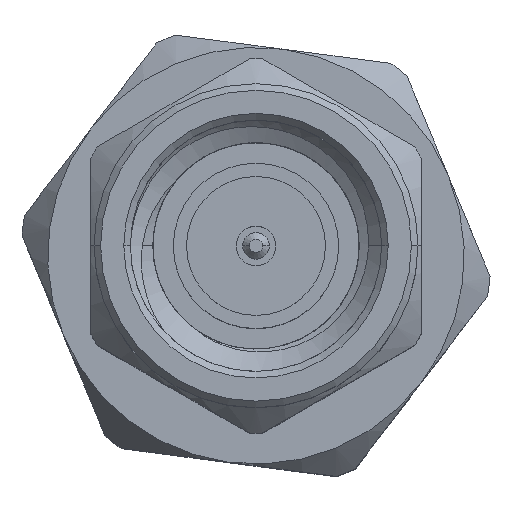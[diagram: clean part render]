
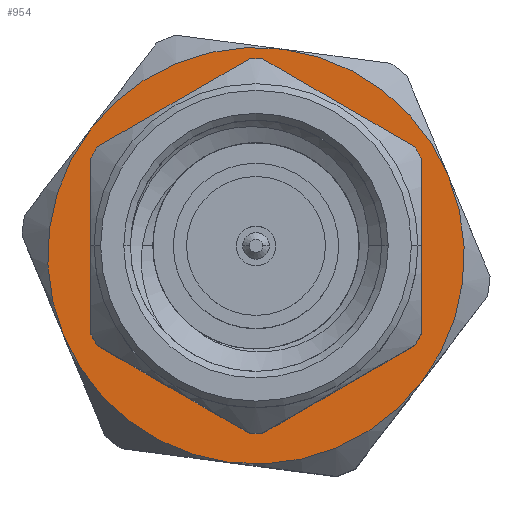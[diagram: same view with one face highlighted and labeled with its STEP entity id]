
A CAD part, top view. The second image highlights one B-rep face of the part: STEP entity #954.
In plain terms, the highlighted face is planar.
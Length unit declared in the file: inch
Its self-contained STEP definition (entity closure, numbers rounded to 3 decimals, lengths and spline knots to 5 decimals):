
#111 = AXIS2_PLACEMENT_3D ( 'NONE', #2737, #549, #5880 ) ;
#128 = VERTEX_POINT ( 'NONE', #679 ) ;
#246 = DIRECTION ( 'NONE',  ( 1., 0., 0. ) ) ;
#346 = EDGE_CURVE ( 'NONE', #2611, #2220, #5947, .T. ) ;
#505 = EDGE_CURVE ( 'NONE', #6263, #5238, #3945, .T. ) ;
#549 = DIRECTION ( 'NONE',  ( -1., 0., 0. ) ) ;
#679 = CARTESIAN_POINT ( 'NONE',  ( 0.33399, -0.13638, 0.07874 ) ) ;
#799 = CIRCLE ( 'NONE', #1118, 0.15748 ) ;
#803 = EDGE_CURVE ( 'NONE', #4855, #5238, #3320, .T. ) ;
#850 = EDGE_LOOP ( 'NONE', ( #1384, #3897, #5001, #1738, #4824, #5031 ) ) ;
#954 = ADVANCED_FACE ( 'NONE', ( #5685, #5836 ), #5397, .F. ) ;
#1118 = AXIS2_PLACEMENT_3D ( 'NONE', #2794, #6526, #1703 ) ;
#1135 = DIRECTION ( 'NONE',  ( 0., 0., 1. ) ) ;
#1384 = ORIENTED_EDGE ( 'NONE', *, *, #5974, .F. ) ;
#1430 = DIRECTION ( 'NONE',  ( -1., 0., 0. ) ) ;
#1444 = EDGE_CURVE ( 'NONE', #2220, #2611, #5013, .T. ) ;
#1663 = DIRECTION ( 'NONE',  ( -1., 0., 0. ) ) ;
#1703 = DIRECTION ( 'NONE',  ( 0., 0., 1. ) ) ;
#1738 = ORIENTED_EDGE ( 'NONE', *, *, #2608, .F. ) ;
#1885 = DIRECTION ( 'NONE',  ( 1., 0., 0. ) ) ;
#1889 = EDGE_CURVE ( 'NONE', #128, #2776, #5839, .T. ) ;
#1904 = CARTESIAN_POINT ( 'NONE',  ( 0.33399, 0., -0.15748 ) ) ;
#2220 = VERTEX_POINT ( 'NONE', #4193 ) ;
#2293 = AXIS2_PLACEMENT_3D ( 'NONE', #4879, #1663, #2693 ) ;
#2594 = EDGE_CURVE ( 'NONE', #3445, #128, #799, .T. ) ;
#2608 = EDGE_CURVE ( 'NONE', #6263, #3445, #6743, .T. ) ;
#2611 = VERTEX_POINT ( 'NONE', #3861 ) ;
#2693 = DIRECTION ( 'NONE',  ( 0., 0., 1. ) ) ;
#2737 = CARTESIAN_POINT ( 'NONE',  ( 0.33399, 0.17759, 0. ) ) ;
#2776 = VERTEX_POINT ( 'NONE', #4442 ) ;
#2794 = CARTESIAN_POINT ( 'NONE',  ( 0.33399, 0., 0. ) ) ;
#3138 = CARTESIAN_POINT ( 'NONE',  ( 0.33399, 0., 0. ) ) ;
#3187 = DIRECTION ( 'NONE',  ( 0., 0., -1. ) ) ;
#3224 = CARTESIAN_POINT ( 'NONE',  ( 0.33399, -0.13638, -0.07874 ) ) ;
#3280 = AXIS2_PLACEMENT_3D ( 'NONE', #6200, #1430, #3538 ) ;
#3317 = CARTESIAN_POINT ( 'NONE',  ( 0.33399, 0., 0. ) ) ;
#3320 = CIRCLE ( 'NONE', #3280, 0.15748 ) ;
#3445 = VERTEX_POINT ( 'NONE', #3224 ) ;
#3463 = DIRECTION ( 'NONE',  ( 0., 0., 1. ) ) ;
#3538 = DIRECTION ( 'NONE',  ( 0., 0., 1. ) ) ;
#3861 = CARTESIAN_POINT ( 'NONE',  ( 0.33399, 0., -0.059 ) ) ;
#3897 = ORIENTED_EDGE ( 'NONE', *, *, #1889, .F. ) ;
#3945 = CIRCLE ( 'NONE', #4598, 0.15748 ) ;
#4055 = DIRECTION ( 'NONE',  ( 0., 0., 1. ) ) ;
#4139 = DIRECTION ( 'NONE',  ( 0., 0., 1. ) ) ;
#4142 = EDGE_LOOP ( 'NONE', ( #5046, #6890 ) ) ;
#4193 = CARTESIAN_POINT ( 'NONE',  ( 0.33399, 0., 0.059 ) ) ;
#4326 = DIRECTION ( 'NONE',  ( -1., 0., 0. ) ) ;
#4442 = CARTESIAN_POINT ( 'NONE',  ( 0.33399, 0., 0.15748 ) ) ;
#4598 = AXIS2_PLACEMENT_3D ( 'NONE', #3138, #5433, #3187 ) ;
#4609 = AXIS2_PLACEMENT_3D ( 'NONE', #3317, #4326, #1135 ) ;
#4704 = CARTESIAN_POINT ( 'NONE',  ( 0.33399, 0.13638, -0.07874 ) ) ;
#4709 = CARTESIAN_POINT ( 'NONE',  ( 0.33399, 0.13638, 0.07874 ) ) ;
#4824 = ORIENTED_EDGE ( 'NONE', *, *, #505, .T. ) ;
#4855 = VERTEX_POINT ( 'NONE', #4709 ) ;
#4879 = CARTESIAN_POINT ( 'NONE',  ( 0.33399, 0., 0. ) ) ;
#4939 = CARTESIAN_POINT ( 'NONE',  ( 0.33399, 0., 0. ) ) ;
#5001 = ORIENTED_EDGE ( 'NONE', *, *, #2594, .F. ) ;
#5013 = CIRCLE ( 'NONE', #6347, 0.059 ) ;
#5031 = ORIENTED_EDGE ( 'NONE', *, *, #803, .F. ) ;
#5046 = ORIENTED_EDGE ( 'NONE', *, *, #1444, .F. ) ;
#5238 = VERTEX_POINT ( 'NONE', #4704 ) ;
#5361 = DIRECTION ( 'NONE',  ( -1., 0., 0. ) ) ;
#5397 = PLANE ( 'NONE',  #111 ) ;
#5433 = DIRECTION ( 'NONE',  ( 1., 0., 0. ) ) ;
#5685 = FACE_OUTER_BOUND ( 'NONE', #850, .T. ) ;
#5836 = FACE_BOUND ( 'NONE', #4142, .T. ) ;
#5839 = CIRCLE ( 'NONE', #6925, 0.15748 ) ;
#5880 = DIRECTION ( 'NONE',  ( 0., 0., 1. ) ) ;
#5947 = CIRCLE ( 'NONE', #6023, 0.059 ) ;
#5974 = EDGE_CURVE ( 'NONE', #2776, #4855, #6839, .T. ) ;
#6023 = AXIS2_PLACEMENT_3D ( 'NONE', #6187, #246, #3463 ) ;
#6187 = CARTESIAN_POINT ( 'NONE',  ( 0.33399, 0., 0. ) ) ;
#6200 = CARTESIAN_POINT ( 'NONE',  ( 0.33399, 0., 0. ) ) ;
#6263 = VERTEX_POINT ( 'NONE', #1904 ) ;
#6347 = AXIS2_PLACEMENT_3D ( 'NONE', #6780, #1885, #4055 ) ;
#6526 = DIRECTION ( 'NONE',  ( -1., 0., 0. ) ) ;
#6743 = CIRCLE ( 'NONE', #4609, 0.15748 ) ;
#6780 = CARTESIAN_POINT ( 'NONE',  ( 0.33399, 0., 0. ) ) ;
#6839 = CIRCLE ( 'NONE', #2293, 0.15748 ) ;
#6890 = ORIENTED_EDGE ( 'NONE', *, *, #346, .F. ) ;
#6925 = AXIS2_PLACEMENT_3D ( 'NONE', #4939, #5361, #4139 ) ;
